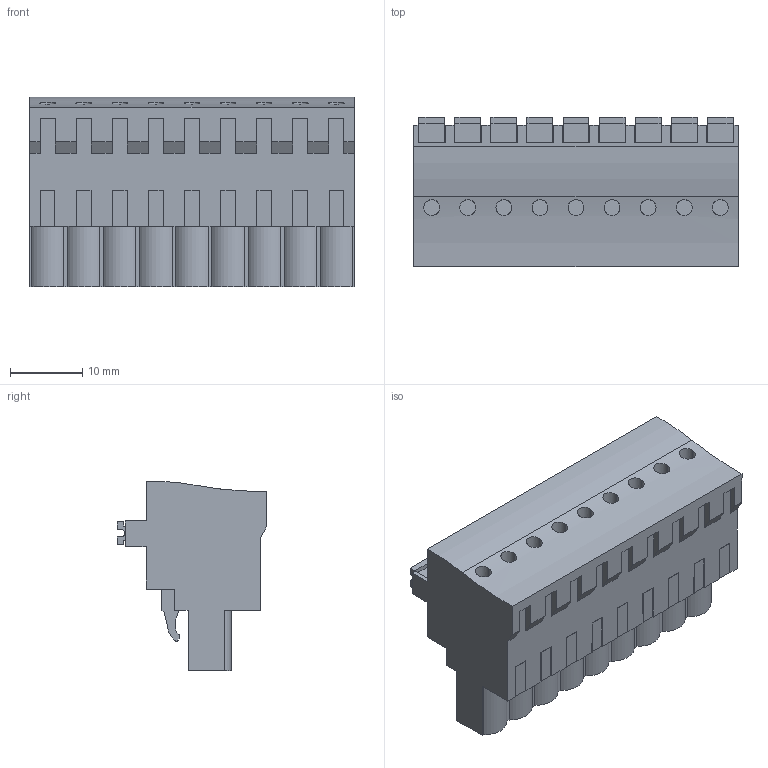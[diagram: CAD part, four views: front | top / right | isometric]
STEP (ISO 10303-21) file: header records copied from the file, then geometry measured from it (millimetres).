
FILE_DESCRIPTION(('CATIA V5 STEP Exchange','CAx-IF Rec.Pracs.--- Model Styling and Organization---1.2---2011-12-15'),'2;1');
FILE_NAME ('D1461066_0_1980240000_1980240000.stp','2017-09-23T15:06:08+00:00',('none'),('Weidmueller'),'CATIA Version 5-6 Release 2014','CATIA V5 STEP AP214','none');
FILE_SCHEMA(('AUTOMOTIVE_DESIGN { 1 0 10303 214 1 1 1 1 }'));
Length unit declared in the file: millimetre
Products named in the file (1): 1980240000
Bounding box: 45 x 20.79 x 26.24 mm (x, y, z)
Volume: 13630.1 mm3; surface area: 6331 mm2
Topology: 10 solids, 10 shells, 587 faces, 1675 edges, 1144 vertices
Faces by surface type: plane 471, cylinder 108, extrusion 8
Entity records: 17866 total; most frequent: CARTESIAN_POINT 3540, ORIENTED_EDGE 3350, DIRECTION 2285, EDGE_CURVE 1675, VECTOR 1419, LINE 1411, VERTEX_POINT 1144, EDGE_LOOP 623
